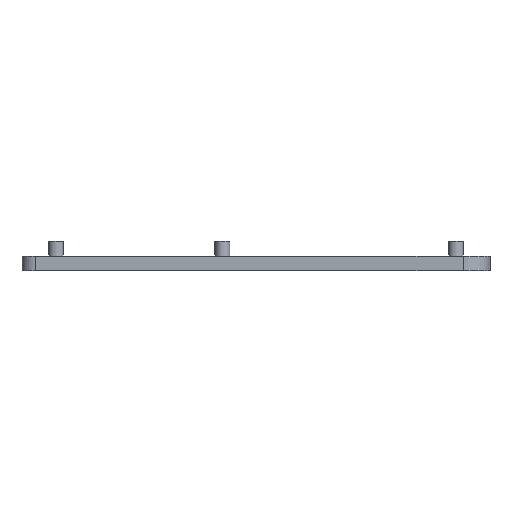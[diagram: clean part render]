
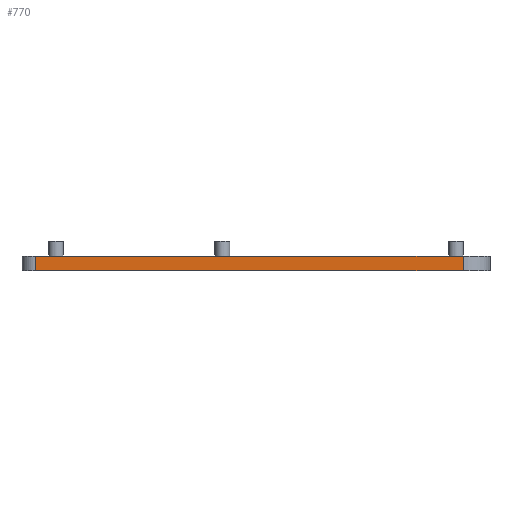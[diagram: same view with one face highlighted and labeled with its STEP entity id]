
A CAD part, front view. The second image highlights one B-rep face of the part: STEP entity #770.
In plain terms, the highlighted planar face has unit normal (0, -1, 0).
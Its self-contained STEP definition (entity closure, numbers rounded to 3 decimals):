
#55=DIRECTION('',(1.,0.,0.));
#56=VECTOR('',#55,63.5);
#57=CARTESIAN_POINT('',(-32.75,4.332,0.));
#58=LINE('',#57,#56);
#161=DIRECTION('',(0.,0.,1.));
#162=VECTOR('',#161,2.2);
#163=CARTESIAN_POINT('',(30.75,4.332,0.));
#164=LINE('',#163,#162);
#165=DIRECTION('',(0.,0.,1.));
#166=VECTOR('',#165,2.2);
#167=CARTESIAN_POINT('',(-32.75,4.332,0.));
#168=LINE('',#167,#166);
#255=DIRECTION('',(1.,0.,0.));
#256=VECTOR('',#255,63.5);
#257=CARTESIAN_POINT('',(-32.75,4.332,2.2));
#258=LINE('',#257,#256);
#403=CARTESIAN_POINT('',(-32.75,4.332,0.));
#404=VERTEX_POINT('',#403);
#405=CARTESIAN_POINT('',(30.75,4.332,0.));
#406=VERTEX_POINT('',#405);
#439=CARTESIAN_POINT('',(-32.75,4.332,2.2));
#440=VERTEX_POINT('',#439);
#441=CARTESIAN_POINT('',(30.75,4.332,2.2));
#442=VERTEX_POINT('',#441);
#757=CARTESIAN_POINT('',(-32.75,4.332,0.));
#758=DIRECTION('',(0.,-1.,0.));
#759=DIRECTION('',(1.,0.,0.));
#760=AXIS2_PLACEMENT_3D('',#757,#758,#759);
#761=PLANE('',#760);
#762=ORIENTED_EDGE('',*,*,#546,.F.);
#764=ORIENTED_EDGE('',*,*,#763,.T.);
#766=ORIENTED_EDGE('',*,*,#765,.T.);
#767=ORIENTED_EDGE('',*,*,#749,.F.);
#768=EDGE_LOOP('',(#762,#764,#766,#767));
#769=FACE_OUTER_BOUND('',#768,.F.);
#546=EDGE_CURVE('',#404,#406,#58,.T.);
#749=EDGE_CURVE('',#406,#442,#164,.T.);
#763=EDGE_CURVE('',#404,#440,#168,.T.);
#765=EDGE_CURVE('',#440,#442,#258,.T.);
#770=ADVANCED_FACE('',(#769),#761,.T.);
